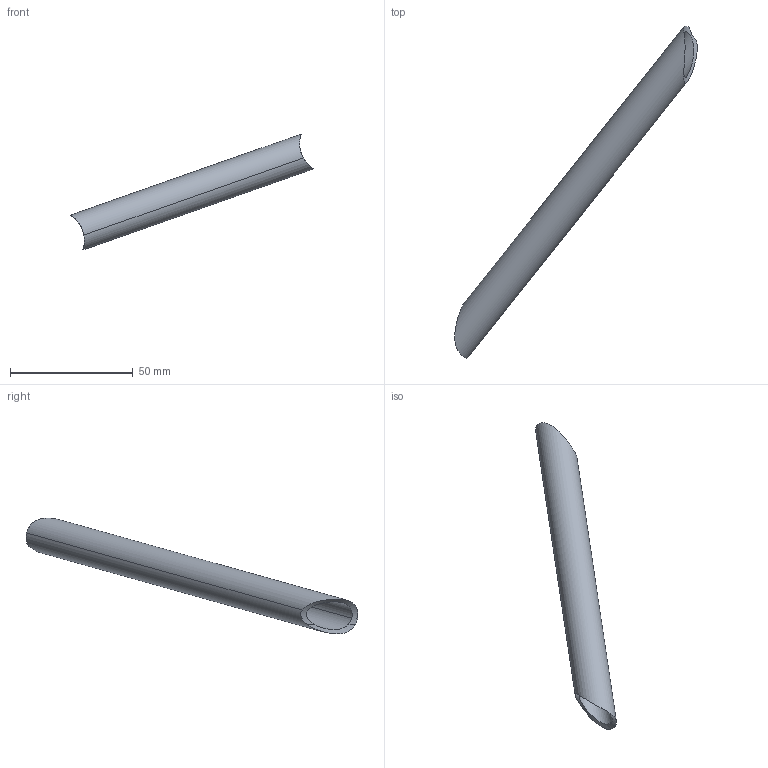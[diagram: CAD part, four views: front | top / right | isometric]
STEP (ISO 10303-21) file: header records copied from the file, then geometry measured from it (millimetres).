
FILE_DESCRIPTION(('CATIA V5 STEP Exchange'),'2;1');
FILE_NAME('Shape_574.stp','2019-05-02T11:50:36+00:00',('none'),('none'),'CATIA Version 5 Release 19 SP 2 (IN-10)','CATIA V5 STEP AP203','none');
FILE_SCHEMA(('CONFIG_CONTROL_DESIGN'));
Length unit declared in the file: millimetre
Products named in the file (1): Shape_574
Bounding box: 98.58 x 134.91 x 47.07 mm (x, y, z)
Volume: 9488.3 mm3; surface area: 12868.3 mm2
Topology: 1 solids, 1 shells, 9 faces, 27 edges, 18 vertices
Faces by surface type: cylinder 7, bspline 2
Entity records: 580 total; most frequent: CARTESIAN_POINT 340, ORIENTED_EDGE 54, EDGE_CURVE 27, DIRECTION 20, B_SPLINE_CURVE_WITH_KNOTS 19, VERTEX_POINT 18, ADVANCED_FACE 9, EDGE_LOOP 9
